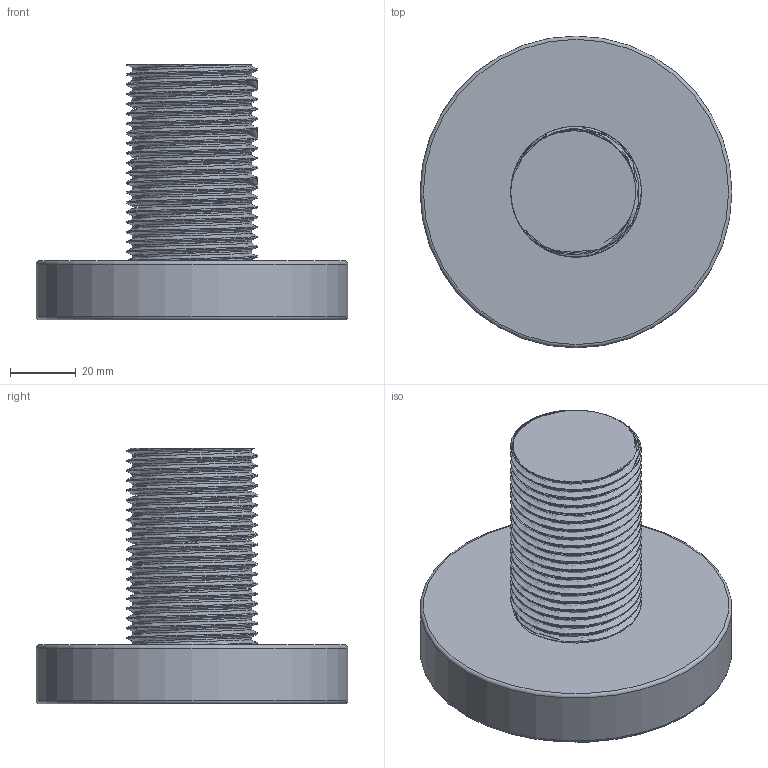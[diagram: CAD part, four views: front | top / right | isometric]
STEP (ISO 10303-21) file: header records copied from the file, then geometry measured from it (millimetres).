
FILE_DESCRIPTION(/* description */ (''),/* implementation_level */ '2;1');
FILE_NAME(/* name */ 'Spielteil v2.step',/* time_stamp */ '2020-04-11T11:22:59+02:00',/* author */ (''),/* organization */ (''),/* preprocessor_version */ 'ST-DEVELOPER v18',/* originating_system */ 'Autodesk Translation Framework v8.12.0.6',/* authorisation */ '');
FILE_SCHEMA (('AUTOMOTIVE_DESIGN { 1 0 10303 214 3 1 1 }'));
Length unit declared in the file: millimetre
Products named in the file (1): Spielteil
Bounding box: 95 x 95 x 78 mm (x, y, z)
Volume: 206613.4 mm3; surface area: 32968.1 mm2
Topology: 1 solids, 1 shells, 57 faces, 148 edges, 94 vertices
Faces by surface type: cylinder 50, plane 3, torus 2, bspline 2
Full cylindrical faces by diameter (mm): 36.33 x23, 39.764 x22, 95 x1
Entity records: 6432 total; most frequent: CARTESIAN_POINT 5179, ORIENTED_EDGE 296, DIRECTION 184, EDGE_CURVE 148, VERTEX_POINT 94, B_SPLINE_CURVE_WITH_KNOTS 88, AXIS2_PLACEMENT_3D 68, EDGE_LOOP 58
